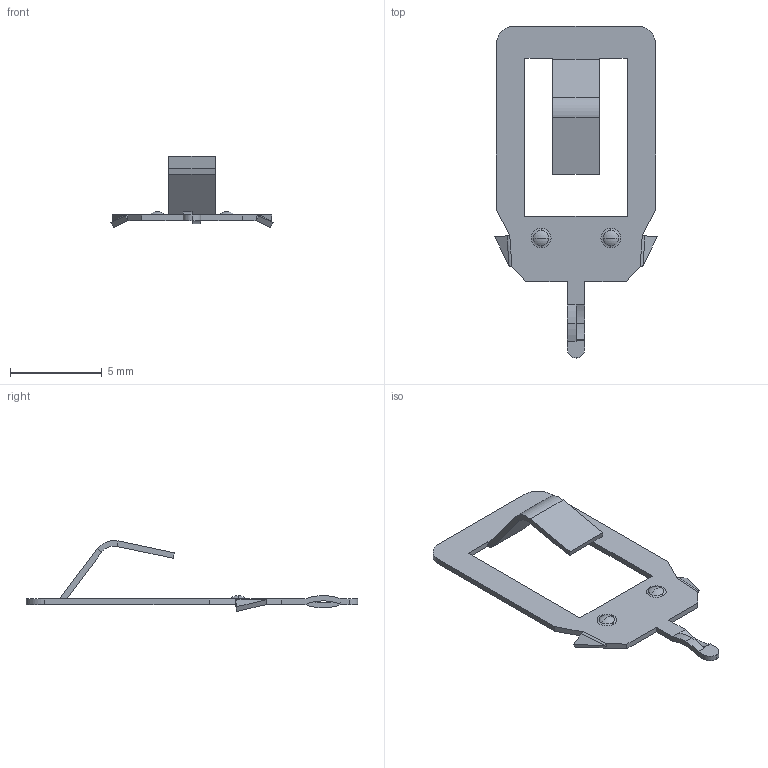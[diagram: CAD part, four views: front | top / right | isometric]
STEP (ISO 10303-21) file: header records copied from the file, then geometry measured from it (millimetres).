
FILE_DESCRIPTION (( 'STEP AP214' ), '1' );
FILE_NAME ('108-2.STEP', '2007-12-10T20:07:50', ( 'Richard Maletta' ), ( '' ), 'SwSTEP 2.0', 'SolidWorks 2007', '' );
FILE_SCHEMA (( 'AUTOMOTIVE_DESIGN' ));
Length unit declared in the file: inch
Products named in the file (1): 108-2
Bounding box: 8.86 x 18.14 x 3.88 mm (x, y, z)
Volume: 28.3 mm3; surface area: 216.2 mm2
Topology: 1 solids, 1 shells, 86 faces, 214 edges, 132 vertices
Faces by surface type: plane 53, cylinder 17, sphere 8, torus 8
Entity records: 2575 total; most frequent: DIRECTION 466, CARTESIAN_POINT 433, ORIENTED_EDGE 428, EDGE_CURVE 214, AXIS2_PLACEMENT_3D 165, VECTOR 136, LINE 136, VERTEX_POINT 132
